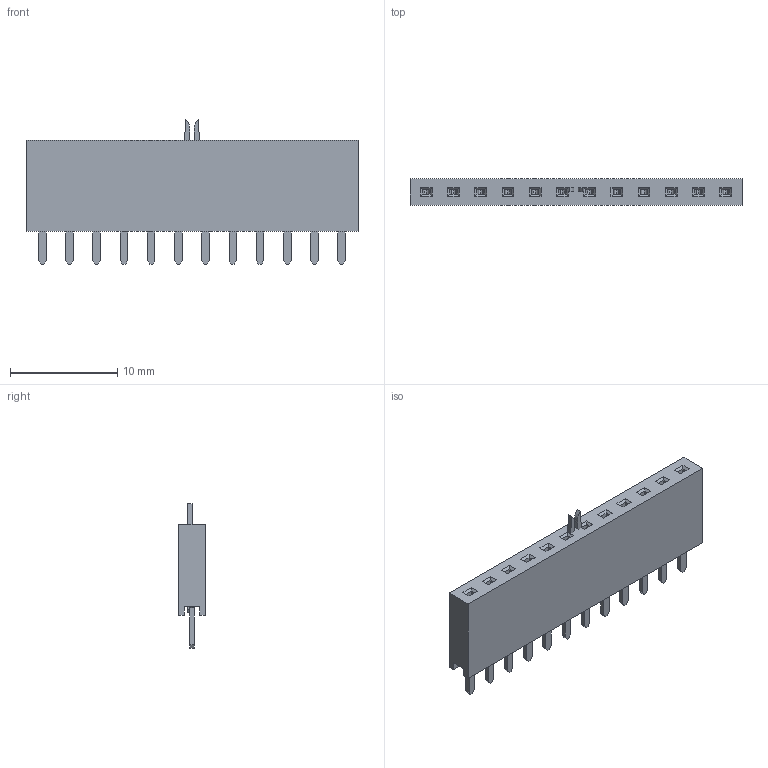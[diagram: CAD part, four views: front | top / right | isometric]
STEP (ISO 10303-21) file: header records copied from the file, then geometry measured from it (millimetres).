
FILE_DESCRIPTION( ( 'Unknown' ), '1' );
FILE_NAME( '61301211821.stp', 'Unknown', ( 'Unknown' ), ( 'Unknown' ), 'PSStep 14.0', 'Unknown', ' ' );
FILE_SCHEMA( ( 'AUTOMOTIVE_DESIGN { 1 0 10303 214 1 1 1 1 }' ) );
Length unit declared in the file: millimetre
Products named in the file (3): Assem1; 6130xx11821_PIN; 61301211821
Bounding box: 30.98 x 2.5 x 13.53 mm (x, y, z)
Surface area: 2795.2 mm2
Topology: 15 solids, 15 shells, 633 faces, 1713 edges, 1110 vertices
Faces by surface type: plane 581, cylinder 26, extrusion 26
Entity records: 7001 total; most frequent: CARTESIAN_POINT 1002, ORIENTED_EDGE 954, DIRECTION 861, EDGE_CURVE 477, VECTOR 471, LINE 469, VERTEX_POINT 302, EDGE_LOOP 203
